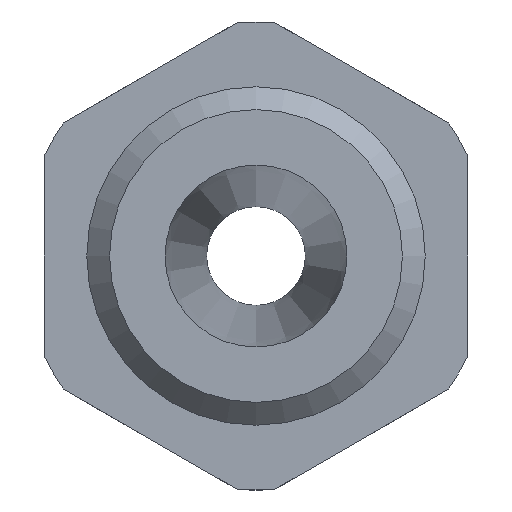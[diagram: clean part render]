
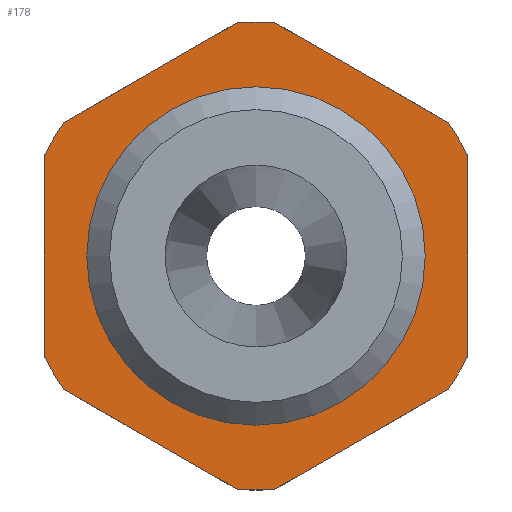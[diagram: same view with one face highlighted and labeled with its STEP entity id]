
A CAD part, left-side view. The second image highlights one B-rep face of the part: STEP entity #178.
In plain terms, the highlighted planar face has unit normal (-1, 0, 0).
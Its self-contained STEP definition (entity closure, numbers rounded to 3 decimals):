
#178 = ADVANCED_FACE( '', ( #395, #396 ), #397, .T. );
#395 = FACE_BOUND( '', #646, .T. );
#396 = FACE_OUTER_BOUND( '', #647, .T. );
#397 = PLANE( '', #648 );
#646 = EDGE_LOOP( '', ( #1071 ) );
#647 = EDGE_LOOP( '', ( #1072, #1073, #1074, #1075, #1076, #1077, #1078, #1079, #1080, #1081, #1082, #1083 ) );
#648 = AXIS2_PLACEMENT_3D( '', #1084, #1085, #1086 );
#1071 = ORIENTED_EDGE( '', *, *, #1572, .T. );
#1072 = ORIENTED_EDGE( '', *, *, #1587, .F. );
#1073 = ORIENTED_EDGE( '', *, *, #1588, .F. );
#1074 = ORIENTED_EDGE( '', *, *, #1589, .F. );
#1075 = ORIENTED_EDGE( '', *, *, #1590, .T. );
#1076 = ORIENTED_EDGE( '', *, *, #1458, .F. );
#1077 = ORIENTED_EDGE( '', *, *, #1543, .F. );
#1078 = ORIENTED_EDGE( '', *, *, #1495, .F. );
#1079 = ORIENTED_EDGE( '', *, *, #1486, .F. );
#1080 = ORIENTED_EDGE( '', *, *, #1508, .F. );
#1081 = ORIENTED_EDGE( '', *, *, #1591, .F. );
#1082 = ORIENTED_EDGE( '', *, *, #1592, .F. );
#1083 = ORIENTED_EDGE( '', *, *, #1500, .F. );
#1084 = CARTESIAN_POINT( '', ( 8., 10., 0. ) );
#1085 = DIRECTION( '', ( -1., 0., 0. ) );
#1086 = DIRECTION( '', ( 0., 0., 1. ) );
#1458 = EDGE_CURVE( '', #1734, #1736, #1737, .T. );
#1486 = EDGE_CURVE( '', #1782, #1785, #1786, .T. );
#1495 = EDGE_CURVE( '', #1785, #1799, #1800, .T. );
#1500 = EDGE_CURVE( '', #1805, #1807, #1808, .T. );
#1508 = EDGE_CURVE( '', #1818, #1782, #1821, .T. );
#1543 = EDGE_CURVE( '', #1799, #1734, #1875, .T. );
#1572 = EDGE_CURVE( '', #1920, #1920, #1921, .T. );
#1587 = EDGE_CURVE( '', #1938, #1805, #1939, .T. );
#1588 = EDGE_CURVE( '', #1940, #1938, #1941, .T. );
#1589 = EDGE_CURVE( '', #1942, #1940, #1943, .T. );
#1590 = EDGE_CURVE( '', #1942, #1736, #1944, .T. );
#1591 = EDGE_CURVE( '', #1945, #1818, #1946, .T. );
#1592 = EDGE_CURVE( '', #1807, #1945, #1947, .T. );
#1734 = VERTEX_POINT( '', #2128 );
#1736 = VERTEX_POINT( '', #2131 );
#1737 = CIRCLE( '', #2132, 8.3 );
#1782 = VERTEX_POINT( '', #2191 );
#1785 = VERTEX_POINT( '', #2195 );
#1786 = LINE( '', #2196, #2197 );
#1799 = VERTEX_POINT( '', #2220 );
#1800 = CIRCLE( '', #2221, 8.3 );
#1805 = VERTEX_POINT( '', #2227 );
#1807 = VERTEX_POINT( '', #2230 );
#1808 = LINE( '', #2231, #2232 );
#1818 = VERTEX_POINT( '', #2246 );
#1821 = CIRCLE( '', #2250, 8.3 );
#1875 = LINE( '', #2351, #2352 );
#1920 = VERTEX_POINT( '', #2420 );
#1921 = CIRCLE( '', #2421, 5.19 );
#1938 = VERTEX_POINT( '', #2456 );
#1939 = CIRCLE( '', #2457, 8.3 );
#1940 = VERTEX_POINT( '', #2458 );
#1941 = LINE( '', #2459, #2460 );
#1942 = VERTEX_POINT( '', #2461 );
#1943 = CIRCLE( '', #2462, 8.3 );
#1944 = LINE( '', #2463, #2464 );
#1945 = VERTEX_POINT( '', #2465 );
#1946 = LINE( '', #2466, #2467 );
#1947 = CIRCLE( '', #2468, 8.3 );
#2128 = CARTESIAN_POINT( '', ( 8., 6.829, -4.718 ) );
#2131 = CARTESIAN_POINT( '', ( 8., 7.5, -3.555 ) );
#2132 = AXIS2_PLACEMENT_3D( '', #2676, #2677, #2678 );
#2191 = CARTESIAN_POINT( '', ( 8., -6.829, -4.718 ) );
#2195 = CARTESIAN_POINT( '', ( 8., -0.671, -8.273 ) );
#2196 = CARTESIAN_POINT( '', ( 8., -6.829, -4.718 ) );
#2197 = VECTOR( '', #2712, 1000. );
#2220 = CARTESIAN_POINT( '', ( 8., 0.671, -8.273 ) );
#2221 = AXIS2_PLACEMENT_3D( '', #2717, #2718, #2719 );
#2227 = CARTESIAN_POINT( '', ( 8., -0.671, 8.273 ) );
#2230 = CARTESIAN_POINT( '', ( 8., -6.829, 4.718 ) );
#2231 = CARTESIAN_POINT( '', ( 8., -0.671, 8.273 ) );
#2232 = VECTOR( '', #2725, 1000. );
#2246 = CARTESIAN_POINT( '', ( 8., -7.5, -3.555 ) );
#2250 = AXIS2_PLACEMENT_3D( '', #2734, #2735, #2736 );
#2351 = CARTESIAN_POINT( '', ( 8., 0.671, -8.273 ) );
#2352 = VECTOR( '', #2778, 1000. );
#2420 = CARTESIAN_POINT( '', ( 8., 0., -5.19 ) );
#2421 = AXIS2_PLACEMENT_3D( '', #2803, #2804, #2805 );
#2456 = CARTESIAN_POINT( '', ( 8., 0.671, 8.273 ) );
#2457 = AXIS2_PLACEMENT_3D( '', #2815, #2816, #2817 );
#2458 = CARTESIAN_POINT( '', ( 8., 6.829, 4.718 ) );
#2459 = CARTESIAN_POINT( '', ( 8., 6.829, 4.718 ) );
#2460 = VECTOR( '', #2818, 1000. );
#2461 = CARTESIAN_POINT( '', ( 8., 7.5, 3.555 ) );
#2462 = AXIS2_PLACEMENT_3D( '', #2819, #2820, #2821 );
#2463 = CARTESIAN_POINT( '', ( 8., 7.5, 0. ) );
#2464 = VECTOR( '', #2822, 1000. );
#2465 = CARTESIAN_POINT( '', ( 8., -7.5, 3.555 ) );
#2466 = CARTESIAN_POINT( '', ( 8., -7.5, 3.555 ) );
#2467 = VECTOR( '', #2823, 1000. );
#2468 = AXIS2_PLACEMENT_3D( '', #2824, #2825, #2826 );
#2676 = CARTESIAN_POINT( '', ( 8., 0., 0. ) );
#2677 = DIRECTION( '', ( 1., 0., 0. ) );
#2678 = DIRECTION( '', ( 0., 0., -1. ) );
#2712 = DIRECTION( '', ( 0., 0.866, -0.5 ) );
#2717 = CARTESIAN_POINT( '', ( 8., 0., 0. ) );
#2718 = DIRECTION( '', ( 1., 0., 0. ) );
#2719 = DIRECTION( '', ( 0., 0., -1. ) );
#2725 = DIRECTION( '', ( 0., -0.866, -0.5 ) );
#2734 = CARTESIAN_POINT( '', ( 8., 0., 0. ) );
#2735 = DIRECTION( '', ( 1., 0., 0. ) );
#2736 = DIRECTION( '', ( 0., 0., -1. ) );
#2778 = DIRECTION( '', ( 0., 0.866, 0.5 ) );
#2803 = CARTESIAN_POINT( '', ( 8., 0., 0. ) );
#2804 = DIRECTION( '', ( 1., 0., 0. ) );
#2805 = DIRECTION( '', ( 0., 0., -1. ) );
#2815 = CARTESIAN_POINT( '', ( 8., 0., 0. ) );
#2816 = DIRECTION( '', ( 1., 0., 0. ) );
#2817 = DIRECTION( '', ( 0., 0., -1. ) );
#2818 = DIRECTION( '', ( 0., -0.866, 0.5 ) );
#2819 = CARTESIAN_POINT( '', ( 8., 0., 0. ) );
#2820 = DIRECTION( '', ( 1., 0., 0. ) );
#2821 = DIRECTION( '', ( 0., 0., -1. ) );
#2822 = DIRECTION( '', ( 0., 0., -1. ) );
#2823 = DIRECTION( '', ( 0., 0., -1. ) );
#2824 = CARTESIAN_POINT( '', ( 8., 0., 0. ) );
#2825 = DIRECTION( '', ( 1., 0., 0. ) );
#2826 = DIRECTION( '', ( 0., 0., -1. ) );
